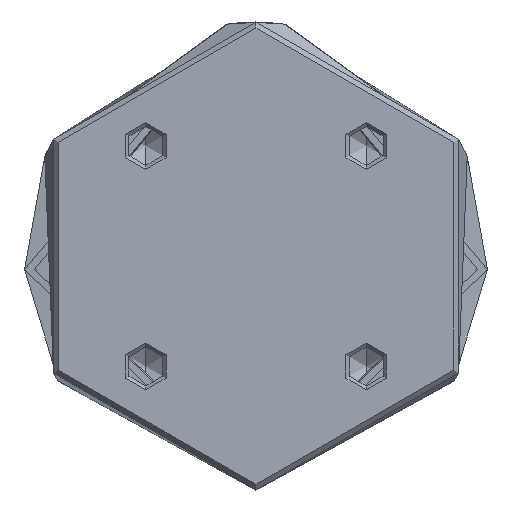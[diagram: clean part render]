
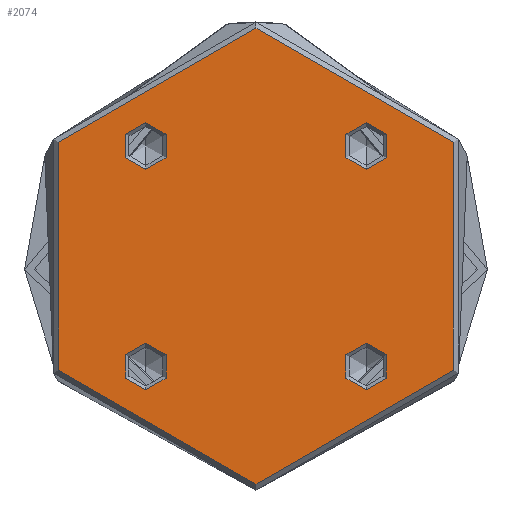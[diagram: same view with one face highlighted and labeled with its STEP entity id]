
A CAD part, front view. The second image highlights one B-rep face of the part: STEP entity #2074.
In plain terms, the highlighted face is planar.
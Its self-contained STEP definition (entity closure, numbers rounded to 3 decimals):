
#70 = EDGE_CURVE ( 'NONE', #3684, #7663, #7974, .T. ) ;
#197 = DIRECTION ( 'NONE',  ( 0., 0., 1. ) ) ;
#371 = VERTEX_POINT ( 'NONE', #4207 ) ;
#393 = DIRECTION ( 'NONE',  ( -1., 0., 0. ) ) ;
#404 = FACE_BOUND ( 'NONE', #661, .T. ) ;
#427 = DIRECTION ( 'NONE',  ( 0., 0., -1. ) ) ;
#499 = CARTESIAN_POINT ( 'NONE',  ( -28.284, 28.284, 0. ) ) ;
#526 = CARTESIAN_POINT ( 'NONE',  ( -34.284, 28.284, 0. ) ) ;
#604 = DIRECTION ( 'NONE',  ( 0., 0., 1. ) ) ;
#661 = EDGE_LOOP ( 'NONE', ( #4373, #6345 ) ) ;
#726 = EDGE_LOOP ( 'NONE', ( #4668, #2296 ) ) ;
#767 = AXIS2_PLACEMENT_3D ( 'NONE', #3973, #197, #4618 ) ;
#817 = CIRCLE ( 'NONE', #3773, 6. ) ;
#822 = EDGE_CURVE ( 'NONE', #2175, #6093, #4956, .T. ) ;
#911 = CIRCLE ( 'NONE', #2598, 6. ) ;
#956 = CIRCLE ( 'NONE', #1424, 6. ) ;
#1405 = CIRCLE ( 'NONE', #767, 6. ) ;
#1410 = CIRCLE ( 'NONE', #4919, 6. ) ;
#1424 = AXIS2_PLACEMENT_3D ( 'NONE', #499, #427, #393 ) ;
#1521 = CIRCLE ( 'NONE', #7921, 58.5 ) ;
#1579 = ORIENTED_EDGE ( 'NONE', *, *, #6319, .T. ) ;
#1694 = CARTESIAN_POINT ( 'NONE',  ( 28.284, -28.284, 0. ) ) ;
#1815 = VERTEX_POINT ( 'NONE', #3268 ) ;
#1923 = EDGE_LOOP ( 'NONE', ( #3770, #2275 ) ) ;
#1980 = CARTESIAN_POINT ( 'NONE',  ( -22.284, 28.284, 0. ) ) ;
#2074 = ADVANCED_FACE ( 'NONE', ( #2270, #404, #7016, #6836, #5238 ), #6102, .F. ) ;
#2113 = VERTEX_POINT ( 'NONE', #526 ) ;
#2125 = AXIS2_PLACEMENT_3D ( 'NONE', #5569, #6166, #6487 ) ;
#2175 = VERTEX_POINT ( 'NONE', #2864 ) ;
#2253 = DIRECTION ( 'NONE',  ( 0., 0., 1. ) ) ;
#2270 = FACE_BOUND ( 'NONE', #1923, .T. ) ;
#2275 = ORIENTED_EDGE ( 'NONE', *, *, #6638, .F. ) ;
#2296 = ORIENTED_EDGE ( 'NONE', *, *, #2758, .F. ) ;
#2304 = DIRECTION ( 'NONE',  ( 1., 0., 0. ) ) ;
#2598 = AXIS2_PLACEMENT_3D ( 'NONE', #4404, #604, #5033 ) ;
#2758 = EDGE_CURVE ( 'NONE', #7692, #371, #4939, .T. ) ;
#2864 = CARTESIAN_POINT ( 'NONE',  ( 34.284, -28.284, 0. ) ) ;
#2866 = AXIS2_PLACEMENT_3D ( 'NONE', #6969, #6838, #6815 ) ;
#3085 = CARTESIAN_POINT ( 'NONE',  ( 0., 0., 0. ) ) ;
#3268 = CARTESIAN_POINT ( 'NONE',  ( -34.284, -28.284, 0. ) ) ;
#3606 = CARTESIAN_POINT ( 'NONE',  ( 28.284, -28.284, 0. ) ) ;
#3610 = CARTESIAN_POINT ( 'NONE',  ( 0., 0., 0. ) ) ;
#3629 = EDGE_LOOP ( 'NONE', ( #6408, #1579 ) ) ;
#3639 = DIRECTION ( 'NONE',  ( 0., 0., -1. ) ) ;
#3640 = DIRECTION ( 'NONE',  ( 0., 0., 1. ) ) ;
#3684 = VERTEX_POINT ( 'NONE', #4557 ) ;
#3698 = DIRECTION ( 'NONE',  ( 1., 0., 0. ) ) ;
#3714 = CARTESIAN_POINT ( 'NONE',  ( -22.284, -28.284, 0. ) ) ;
#3770 = ORIENTED_EDGE ( 'NONE', *, *, #7358, .F. ) ;
#3773 = AXIS2_PLACEMENT_3D ( 'NONE', #7327, #3639, #7954 ) ;
#3774 = EDGE_CURVE ( 'NONE', #2113, #8067, #956, .T. ) ;
#3810 = VERTEX_POINT ( 'NONE', #3714 ) ;
#3973 = CARTESIAN_POINT ( 'NONE',  ( -28.284, -28.284, 0. ) ) ;
#4207 = CARTESIAN_POINT ( 'NONE',  ( 34.284, 28.284, 0. ) ) ;
#4252 = DIRECTION ( 'NONE',  ( 1., 0., 0. ) ) ;
#4373 = ORIENTED_EDGE ( 'NONE', *, *, #3774, .T. ) ;
#4404 = CARTESIAN_POINT ( 'NONE',  ( -28.284, -28.284, 0. ) ) ;
#4442 = AXIS2_PLACEMENT_3D ( 'NONE', #3610, #3640, #4252 ) ;
#4557 = CARTESIAN_POINT ( 'NONE',  ( -58.5, 0., 0. ) ) ;
#4618 = DIRECTION ( 'NONE',  ( -1., 0., 0. ) ) ;
#4638 = AXIS2_PLACEMENT_3D ( 'NONE', #1694, #6043, #2304 ) ;
#4668 = ORIENTED_EDGE ( 'NONE', *, *, #6273, .F. ) ;
#4686 = EDGE_LOOP ( 'NONE', ( #6688, #7615 ) ) ;
#4919 = AXIS2_PLACEMENT_3D ( 'NONE', #5982, #2253, #6593 ) ;
#4939 = CIRCLE ( 'NONE', #2866, 6. ) ;
#4956 = CIRCLE ( 'NONE', #5414, 6. ) ;
#5033 = DIRECTION ( 'NONE',  ( -1., 0., 0. ) ) ;
#5081 = CARTESIAN_POINT ( 'NONE',  ( 22.284, 28.284, 0. ) ) ;
#5238 = FACE_OUTER_BOUND ( 'NONE', #4686, .T. ) ;
#5414 = AXIS2_PLACEMENT_3D ( 'NONE', #3606, #7270, #7774 ) ;
#5569 = CARTESIAN_POINT ( 'NONE',  ( 0., 0., 0. ) ) ;
#5683 = CARTESIAN_POINT ( 'NONE',  ( 22.284, -28.284, 0. ) ) ;
#5982 = CARTESIAN_POINT ( 'NONE',  ( 28.284, 28.284, 0. ) ) ;
#6038 = EDGE_CURVE ( 'NONE', #7663, #3684, #1521, .T. ) ;
#6043 = DIRECTION ( 'NONE',  ( 0., 0., -1. ) ) ;
#6093 = VERTEX_POINT ( 'NONE', #5683 ) ;
#6102 = PLANE ( 'NONE',  #2125 ) ;
#6166 = DIRECTION ( 'NONE',  ( 0., 0., -1. ) ) ;
#6180 = CIRCLE ( 'NONE', #4638, 6. ) ;
#6273 = EDGE_CURVE ( 'NONE', #371, #7692, #1410, .T. ) ;
#6319 = EDGE_CURVE ( 'NONE', #6093, #2175, #6180, .T. ) ;
#6345 = ORIENTED_EDGE ( 'NONE', *, *, #7302, .T. ) ;
#6408 = ORIENTED_EDGE ( 'NONE', *, *, #822, .T. ) ;
#6487 = DIRECTION ( 'NONE',  ( -1., 0., 0. ) ) ;
#6593 = DIRECTION ( 'NONE',  ( 1., 0., 0. ) ) ;
#6638 = EDGE_CURVE ( 'NONE', #3810, #1815, #1405, .T. ) ;
#6688 = ORIENTED_EDGE ( 'NONE', *, *, #70, .T. ) ;
#6815 = DIRECTION ( 'NONE',  ( 1., 0., 0. ) ) ;
#6836 = FACE_BOUND ( 'NONE', #726, .T. ) ;
#6838 = DIRECTION ( 'NONE',  ( 0., 0., 1. ) ) ;
#6969 = CARTESIAN_POINT ( 'NONE',  ( 28.284, 28.284, 0. ) ) ;
#7016 = FACE_BOUND ( 'NONE', #3629, .T. ) ;
#7270 = DIRECTION ( 'NONE',  ( 0., 0., -1. ) ) ;
#7302 = EDGE_CURVE ( 'NONE', #8067, #2113, #817, .T. ) ;
#7327 = CARTESIAN_POINT ( 'NONE',  ( -28.284, 28.284, 0. ) ) ;
#7358 = EDGE_CURVE ( 'NONE', #1815, #3810, #911, .T. ) ;
#7387 = DIRECTION ( 'NONE',  ( 0., 0., 1. ) ) ;
#7477 = CARTESIAN_POINT ( 'NONE',  ( 58.5, 0., 0. ) ) ;
#7615 = ORIENTED_EDGE ( 'NONE', *, *, #6038, .T. ) ;
#7663 = VERTEX_POINT ( 'NONE', #7477 ) ;
#7692 = VERTEX_POINT ( 'NONE', #5081 ) ;
#7774 = DIRECTION ( 'NONE',  ( 1., 0., 0. ) ) ;
#7921 = AXIS2_PLACEMENT_3D ( 'NONE', #3085, #7387, #3698 ) ;
#7954 = DIRECTION ( 'NONE',  ( -1., 0., 0. ) ) ;
#7974 = CIRCLE ( 'NONE', #4442, 58.5 ) ;
#8067 = VERTEX_POINT ( 'NONE', #1980 ) ;
